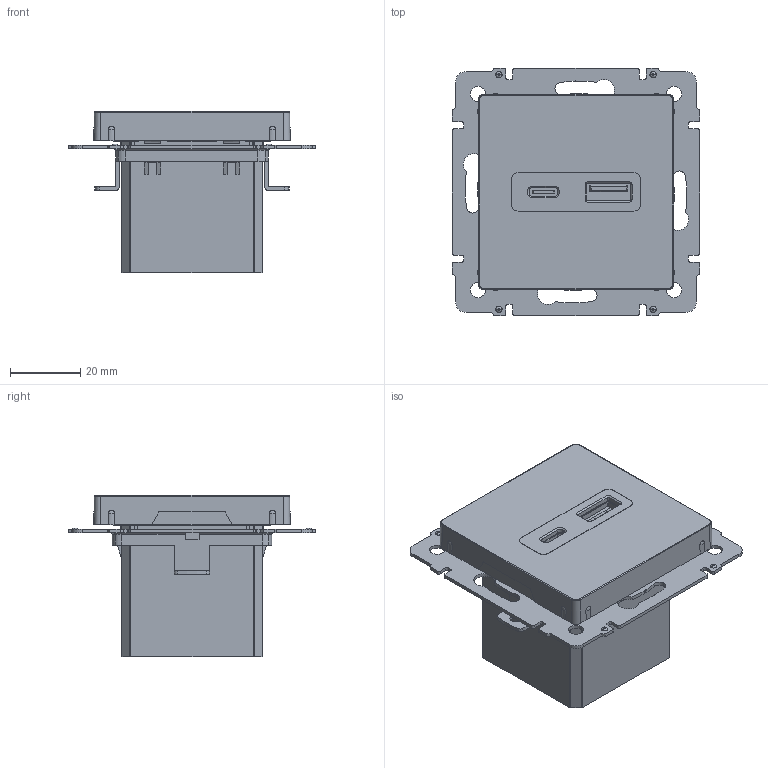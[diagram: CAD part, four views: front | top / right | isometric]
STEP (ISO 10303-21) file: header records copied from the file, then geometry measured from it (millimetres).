
FILE_DESCRIPTION (( 'STEP AP214' ), '1' );
FILE_NAME ('BRITE Ðîç. USB A+C.STEP', '2025-04-04T14:54:40', ( '' ), ( '' ), 'SwSTEP 2.0', 'SolidWorks 2022', '' );
FILE_SCHEMA (( 'AUTOMOTIVE_DESIGN' ));
Length unit declared in the file: millimetre
Products named in the file (1): BRITE Роз. USB A+C
Bounding box: 70.8 x 70.8 x 46.2 mm (x, y, z)
Volume: 89976 mm3; surface area: 22680.5 mm2
Topology: 2 solids, 2 shells, 642 faces, 1796 edges, 1176 vertices
Faces by surface type: plane 378, cylinder 204, cone 24, torus 16, bspline 12, sphere 8
Entity records: 21145 total; most frequent: CARTESIAN_POINT 4379, ORIENTED_EDGE 3592, DIRECTION 3424, EDGE_CURVE 1796, LINE 1246, VECTOR 1246, VERTEX_POINT 1176, AXIS2_PLACEMENT_3D 1089
